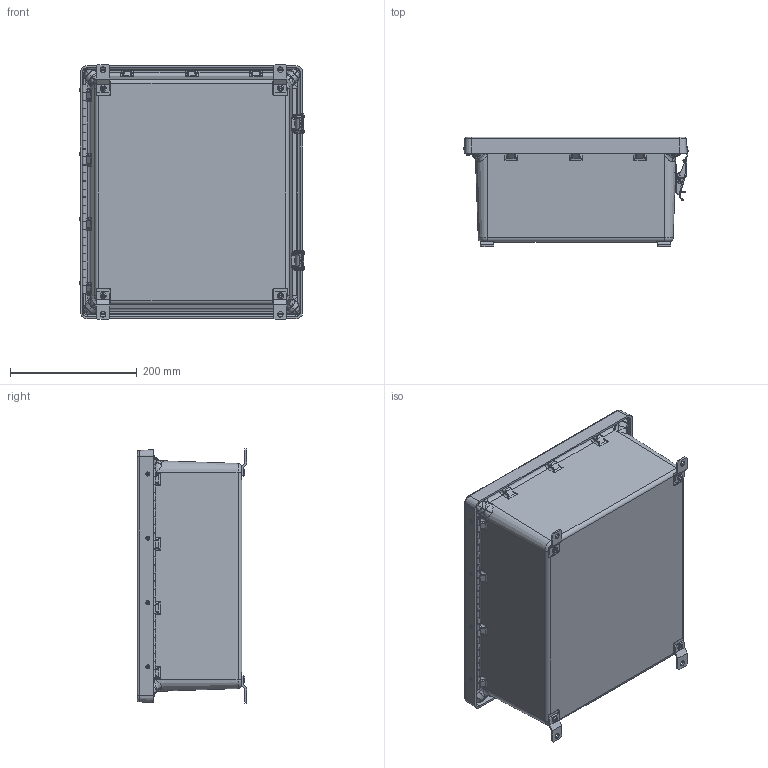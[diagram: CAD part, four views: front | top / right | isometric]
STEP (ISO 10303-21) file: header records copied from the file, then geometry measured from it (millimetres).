
FILE_DESCRIPTION (( 'STEP AP203' ), '1' );
FILE_NAME ('AM1426L.step', '2014-03-28T15:42:34', ( '' ), ( '' ), 'SwSTEP 2.0', 'SolidWorks 2014', '' );
FILE_SCHEMA (( 'CONFIG_CONTROL_DESIGN' ));
Length unit declared in the file: inch
Products named in the file (20): 621-01 Lever316; 70-60802; 675 D-40088_SMC PART; 621-06 hook316; 55-61812316_92525A317; 676 D-40071; 621-05 Rivet (f)316; 621-02  BASE316; 55-1032716_SL-PHMS 0.19-32x0.3125x0.3125-N; 70-60864316; 621-04 Rivet (f)316; WFOOT; WLGKEEPER316; 70-60512316; 70-60824-1; 13in pin; 55-1032516_PreviewCfg; 60802 bottom leaf; AM1426L; 60802 top leaf
Assembly tree (44 placements, depth 3):
  AM1426L
    675 D-40088_SMC PART
    676 D-40071
    55-1032716_SL-PHMS 0.19-32x0.3125x0.3125-N  x4
    WFOOT  x4
    70-60512316  x12
    70-60802
      13in pin
      60802 bottom leaf
      60802 top leaf
    55-61812316_92525A317  x4
    70-60864316  x2
      621-02  BASE316
      621-04 Rivet (f)316
      621-01 Lever316
      621-06 hook316
      621-05 Rivet (f)316
    WLGKEEPER316  x2
    70-60824-1
    55-1032516_PreviewCfg  x4
Bounding box: 353.88 x 173.01 x 402.39 mm (x, y, z)
Volume: 2013334.5 mm3; surface area: 1263820.8 mm2
Topology: 46 solids, 46 shells, 2890 faces, 7350 edges, 4604 vertices
Faces by surface type: cylinder 1087, plane 909, bspline 340, cone 334, torus 196, sphere 24
Entity records: 60660 total; most frequent: CARTESIAN_POINT 20967, ORIENTED_EDGE 8108, DIRECTION 7365, EDGE_CURVE 4054, AXIS2_PLACEMENT_3D 2713, VERTEX_POINT 2525, LINE 1939, VECTOR 1939
